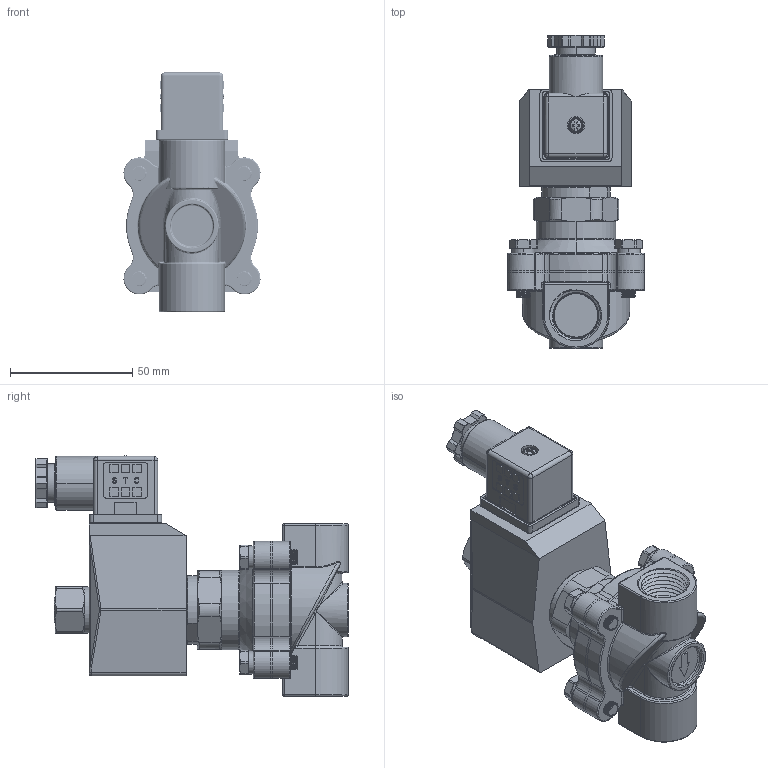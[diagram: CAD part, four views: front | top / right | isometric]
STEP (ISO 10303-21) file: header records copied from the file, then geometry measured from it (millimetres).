
FILE_DESCRIPTION (( 'STEP AP214' ), '1' );
FILE_NAME ('2SO160-1-2.STEP', '2018-11-08T19:34:14', ( '' ), ( '' ), 'SwSTEP 2.0', 'SolidWorks 2016', '' );
FILE_SCHEMA (( 'AUTOMOTIVE_DESIGN' ));
Length unit declared in the file: millimetre
Products named in the file (1): 2SO160-1-2
Bounding box: 56.11 x 128.11 x 98.3 mm (x, y, z)
Volume: 223536.8 mm3; surface area: 79786.9 mm2
Topology: 25 solids, 25 shells, 1810 faces, 4920 edges, 3199 vertices
Faces by surface type: cylinder 747, plane 689, bspline 135, cone 125, torus 85, sphere 29
Entity records: 126221 total; most frequent: CARTESIAN_POINT 63806, ORIENTED_EDGE 9808, DIRECTION 7509, EDGE_CURVE 4904, VERTEX_POINT 3199, AXIS2_PLACEMENT_3D 2542, VECTOR 2425, LINE 2425
